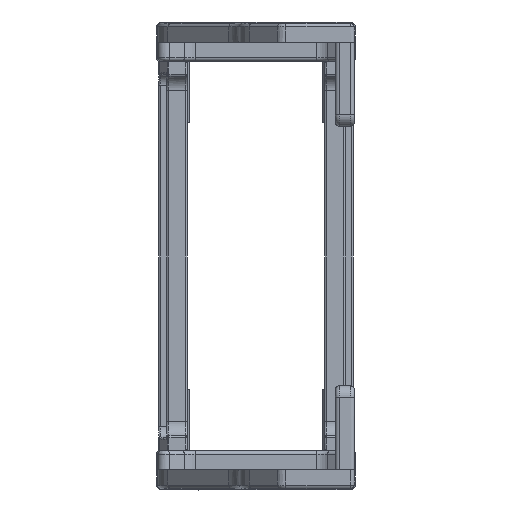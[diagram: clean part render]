
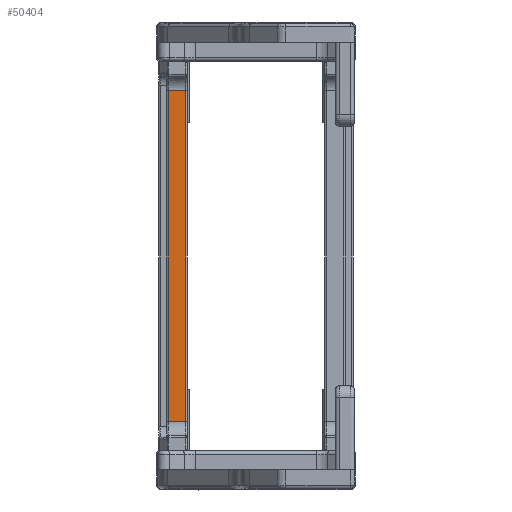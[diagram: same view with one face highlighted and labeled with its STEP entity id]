
A CAD part, left-side view. The second image highlights one B-rep face of the part: STEP entity #50404.
In plain terms, the highlighted planar face has unit normal (-1, 0, 0).
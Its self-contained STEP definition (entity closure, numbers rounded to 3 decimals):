
#1494 = DIRECTION ( 'NONE',  ( 0., 0., 1. ) ) ;
#5350 = EDGE_CURVE ( 'NONE', #92626, #43084, #76206, .T. ) ;
#5991 = CARTESIAN_POINT ( 'NONE',  ( -98.303, 118.849, -24.516 ) ) ;
#6582 = VERTEX_POINT ( 'NONE', #81819 ) ;
#7010 = CARTESIAN_POINT ( 'NONE',  ( -98.303, 114.361, -24.516 ) ) ;
#7018 = LINE ( 'NONE', #18897, #101364 ) ;
#7027 = VERTEX_POINT ( 'NONE', #7010 ) ;
#18897 = CARTESIAN_POINT ( 'NONE',  ( -98.303, 19.399, 61.984 ) ) ;
#21037 = AXIS2_PLACEMENT_3D ( 'NONE', #102502, #83656, #75226 ) ;
#30364 = CARTESIAN_POINT ( 'NONE',  ( -98.303, 118.849, 61.984 ) ) ;
#43084 = VERTEX_POINT ( 'NONE', #5991 ) ;
#43480 = LINE ( 'NONE', #112314, #46334 ) ;
#45261 = ORIENTED_EDGE ( 'NONE', *, *, #5350, .T. ) ;
#46334 = VECTOR ( 'NONE', #1494, 1000. ) ;
#48346 = LINE ( 'NONE', #94043, #101172 ) ;
#50404 = ADVANCED_FACE ( 'NONE', ( #56397 ), #57726, .T. ) ;
#50724 = ORIENTED_EDGE ( 'NONE', *, *, #68076, .F. ) ;
#54576 = ORIENTED_EDGE ( 'NONE', *, *, #64230, .T. ) ;
#56397 = FACE_OUTER_BOUND ( 'NONE', #117333, .T. ) ;
#57726 = PLANE ( 'NONE',  #21037 ) ;
#64230 = EDGE_CURVE ( 'NONE', #7027, #6582, #43480, .T. ) ;
#68076 = EDGE_CURVE ( 'NONE', #7027, #43084, #48346, .T. ) ;
#74692 = VECTOR ( 'NONE', #88286, 1000. ) ;
#75203 = DIRECTION ( 'NONE',  ( 0., 1., 0. ) ) ;
#75226 = DIRECTION ( 'NONE',  ( 0., 0., 1. ) ) ;
#76206 = LINE ( 'NONE', #95488, #74692 ) ;
#81819 = CARTESIAN_POINT ( 'NONE',  ( -98.303, 114.361, 61.984 ) ) ;
#83656 = DIRECTION ( 'NONE',  ( -1., 0., 0. ) ) ;
#88286 = DIRECTION ( 'NONE',  ( 0., 0., -1. ) ) ;
#92626 = VERTEX_POINT ( 'NONE', #30364 ) ;
#94043 = CARTESIAN_POINT ( 'NONE',  ( -98.303, 19.399, -24.516 ) ) ;
#95488 = CARTESIAN_POINT ( 'NONE',  ( -98.303, 118.849, -31.566 ) ) ;
#100863 = DIRECTION ( 'NONE',  ( 0., 1., 0. ) ) ;
#101172 = VECTOR ( 'NONE', #75203, 1000. ) ;
#101364 = VECTOR ( 'NONE', #100863, 1000. ) ;
#102502 = CARTESIAN_POINT ( 'NONE',  ( -98.303, 19.399, -31.566 ) ) ;
#112314 = CARTESIAN_POINT ( 'NONE',  ( -98.303, 114.361, 62.784 ) ) ;
#115693 = EDGE_CURVE ( 'NONE', #6582, #92626, #7018, .T. ) ;
#117333 = EDGE_LOOP ( 'NONE', ( #45261, #50724, #54576, #117516 ) ) ;
#117516 = ORIENTED_EDGE ( 'NONE', *, *, #115693, .T. ) ;
